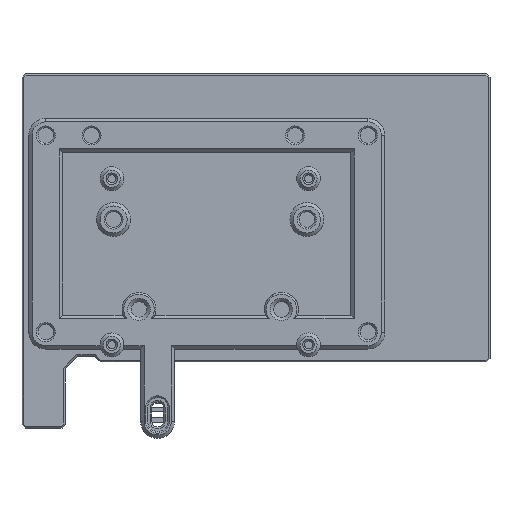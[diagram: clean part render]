
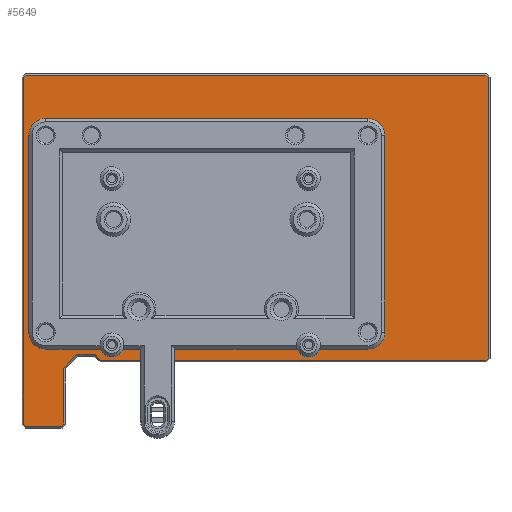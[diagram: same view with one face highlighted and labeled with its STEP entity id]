
A CAD part, top view. The second image highlights one B-rep face of the part: STEP entity #5649.
In plain terms, the highlighted planar face has unit normal (0, 0, 1).
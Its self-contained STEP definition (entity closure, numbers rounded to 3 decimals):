
#272=CIRCLE('',#6110,3.5);
#274=CIRCLE('',#6116,3.5);
#275=CIRCLE('',#6118,5.);
#276=CIRCLE('',#6119,5.);
#277=CIRCLE('',#6120,5.);
#278=CIRCLE('',#6121,5.);
#479=FACE_OUTER_BOUND('',#836,.T.);
#836=EDGE_LOOP('',(#4638,#4639,#4640,#4641,#4642,#4643,#4644,#4645,#4646,
#4647,#4648,#4649,#4650,#4651,#4652,#4653,#4654,#4655,#4656,#4657,#4658,
#4659,#4660,#4661,#4662,#4663,#4664,#4665,#4666,#4667));
#1320=LINE('',#8773,#1975);
#1324=LINE('',#8781,#1979);
#1327=LINE('',#8787,#1982);
#1331=LINE('',#8794,#1986);
#1333=LINE('',#8798,#1988);
#1335=LINE('',#8802,#1990);
#1340=LINE('',#8812,#1995);
#1342=LINE('',#8816,#1997);
#1344=LINE('',#8820,#1999);
#1346=LINE('',#8824,#2001);
#1348=LINE('',#8828,#2003);
#1351=LINE('',#8834,#2006);
#1354=LINE('',#8840,#2009);
#1357=LINE('',#8846,#2012);
#1360=LINE('',#8852,#2015);
#1392=LINE('',#8940,#2047);
#1394=LINE('',#8947,#2049);
#1403=LINE('',#8968,#2058);
#1406=LINE('',#8973,#2061);
#1423=LINE('',#9034,#2078);
#1424=LINE('',#9038,#2079);
#1425=LINE('',#9042,#2080);
#1426=LINE('',#9046,#2081);
#1427=LINE('',#9049,#2082);
#1975=VECTOR('',#7069,10.);
#1979=VECTOR('',#7075,10.);
#1982=VECTOR('',#7080,10.);
#1986=VECTOR('',#7086,10.);
#1988=VECTOR('',#7090,10.);
#1990=VECTOR('',#7094,10.);
#1995=VECTOR('',#7103,10.);
#1997=VECTOR('',#7107,10.);
#1999=VECTOR('',#7111,10.);
#2001=VECTOR('',#7115,10.);
#2003=VECTOR('',#7119,10.);
#2006=VECTOR('',#7124,10.);
#2009=VECTOR('',#7129,10.);
#2012=VECTOR('',#7134,10.);
#2015=VECTOR('',#7139,10.);
#2047=VECTOR('',#7245,10.);
#2049=VECTOR('',#7253,10.);
#2058=VECTOR('',#7278,10.);
#2061=VECTOR('',#7283,10.);
#2078=VECTOR('',#7358,10.);
#2079=VECTOR('',#7361,10.);
#2080=VECTOR('',#7364,10.);
#2081=VECTOR('',#7367,10.);
#2082=VECTOR('',#7370,10.);
#2607=VERTEX_POINT('',#8771);
#2608=VERTEX_POINT('',#8772);
#2611=VERTEX_POINT('',#8780);
#2613=VERTEX_POINT('',#8786);
#2615=VERTEX_POINT('',#8793);
#2616=VERTEX_POINT('',#8797);
#2617=VERTEX_POINT('',#8801);
#2620=VERTEX_POINT('',#8811);
#2621=VERTEX_POINT('',#8815);
#2622=VERTEX_POINT('',#8819);
#2623=VERTEX_POINT('',#8823);
#2624=VERTEX_POINT('',#8827);
#2626=VERTEX_POINT('',#8833);
#2628=VERTEX_POINT('',#8839);
#2630=VERTEX_POINT('',#8845);
#2632=VERTEX_POINT('',#8851);
#2651=VERTEX_POINT('',#8938);
#2653=VERTEX_POINT('',#8946);
#2657=VERTEX_POINT('',#8967);
#2658=VERTEX_POINT('',#8971);
#2668=VERTEX_POINT('',#9016);
#2672=VERTEX_POINT('',#9029);
#2673=VERTEX_POINT('',#9033);
#2674=VERTEX_POINT('',#9035);
#2675=VERTEX_POINT('',#9037);
#2676=VERTEX_POINT('',#9039);
#2677=VERTEX_POINT('',#9041);
#2678=VERTEX_POINT('',#9043);
#2679=VERTEX_POINT('',#9045);
#2680=VERTEX_POINT('',#9047);
#3244=EDGE_CURVE('',#2607,#2608,#1320,.T.);
#3248=EDGE_CURVE('',#2608,#2611,#1324,.T.);
#3251=EDGE_CURVE('',#2611,#2613,#1327,.T.);
#3255=EDGE_CURVE('',#2613,#2615,#1331,.T.);
#3257=EDGE_CURVE('',#2615,#2616,#1333,.T.);
#3259=EDGE_CURVE('',#2616,#2617,#1335,.T.);
#3264=EDGE_CURVE('',#2617,#2620,#1340,.T.);
#3266=EDGE_CURVE('',#2620,#2621,#1342,.T.);
#3268=EDGE_CURVE('',#2621,#2622,#1344,.T.);
#3270=EDGE_CURVE('',#2622,#2623,#1346,.T.);
#3272=EDGE_CURVE('',#2623,#2624,#1348,.T.);
#3275=EDGE_CURVE('',#2624,#2626,#1351,.T.);
#3278=EDGE_CURVE('',#2626,#2628,#1354,.T.);
#3281=EDGE_CURVE('',#2628,#2630,#1357,.T.);
#3284=EDGE_CURVE('',#2630,#2632,#1360,.T.);
#3329=EDGE_CURVE('',#2607,#2651,#1392,.T.);
#3332=EDGE_CURVE('',#2653,#2632,#1394,.T.);
#3343=EDGE_CURVE('',#2657,#2653,#1403,.T.);
#3346=EDGE_CURVE('',#2651,#2658,#1406,.T.);
#3368=EDGE_CURVE('',#2668,#2657,#272,.T.);
#3376=EDGE_CURVE('',#2658,#2672,#274,.T.);
#3377=EDGE_CURVE('',#2672,#2673,#1423,.T.);
#3378=EDGE_CURVE('',#2673,#2674,#275,.T.);
#3379=EDGE_CURVE('',#2674,#2675,#1424,.T.);
#3380=EDGE_CURVE('',#2675,#2676,#276,.T.);
#3381=EDGE_CURVE('',#2676,#2677,#1425,.T.);
#3382=EDGE_CURVE('',#2677,#2678,#277,.T.);
#3383=EDGE_CURVE('',#2678,#2679,#1426,.T.);
#3384=EDGE_CURVE('',#2679,#2680,#278,.T.);
#3385=EDGE_CURVE('',#2680,#2668,#1427,.T.);
#4638=ORIENTED_EDGE('',*,*,#3244,.F.);
#4639=ORIENTED_EDGE('',*,*,#3329,.T.);
#4640=ORIENTED_EDGE('',*,*,#3346,.T.);
#4641=ORIENTED_EDGE('',*,*,#3376,.T.);
#4642=ORIENTED_EDGE('',*,*,#3377,.T.);
#4643=ORIENTED_EDGE('',*,*,#3378,.T.);
#4644=ORIENTED_EDGE('',*,*,#3379,.T.);
#4645=ORIENTED_EDGE('',*,*,#3380,.T.);
#4646=ORIENTED_EDGE('',*,*,#3381,.T.);
#4647=ORIENTED_EDGE('',*,*,#3382,.T.);
#4648=ORIENTED_EDGE('',*,*,#3383,.T.);
#4649=ORIENTED_EDGE('',*,*,#3384,.T.);
#4650=ORIENTED_EDGE('',*,*,#3385,.T.);
#4651=ORIENTED_EDGE('',*,*,#3368,.T.);
#4652=ORIENTED_EDGE('',*,*,#3343,.T.);
#4653=ORIENTED_EDGE('',*,*,#3332,.T.);
#4654=ORIENTED_EDGE('',*,*,#3284,.F.);
#4655=ORIENTED_EDGE('',*,*,#3281,.F.);
#4656=ORIENTED_EDGE('',*,*,#3278,.F.);
#4657=ORIENTED_EDGE('',*,*,#3275,.F.);
#4658=ORIENTED_EDGE('',*,*,#3272,.F.);
#4659=ORIENTED_EDGE('',*,*,#3270,.F.);
#4660=ORIENTED_EDGE('',*,*,#3268,.F.);
#4661=ORIENTED_EDGE('',*,*,#3266,.F.);
#4662=ORIENTED_EDGE('',*,*,#3264,.F.);
#4663=ORIENTED_EDGE('',*,*,#3259,.F.);
#4664=ORIENTED_EDGE('',*,*,#3257,.F.);
#4665=ORIENTED_EDGE('',*,*,#3255,.F.);
#4666=ORIENTED_EDGE('',*,*,#3251,.F.);
#4667=ORIENTED_EDGE('',*,*,#3248,.F.);
#5347=PLANE('',#6117);
#5649=ADVANCED_FACE('',(#479),#5347,.T.);
#6110=AXIS2_PLACEMENT_3D('',#9017,#7338,#7339);
#6116=AXIS2_PLACEMENT_3D('',#9031,#7354,#7355);
#6117=AXIS2_PLACEMENT_3D('',#9032,#7356,#7357);
#6118=AXIS2_PLACEMENT_3D('',#9036,#7359,#7360);
#6119=AXIS2_PLACEMENT_3D('',#9040,#7362,#7363);
#6120=AXIS2_PLACEMENT_3D('',#9044,#7365,#7366);
#6121=AXIS2_PLACEMENT_3D('',#9048,#7368,#7369);
#7069=DIRECTION('',(-1.,0.,0.));
#7075=DIRECTION('',(-0.707,0.707,0.));
#7080=DIRECTION('',(-1.,0.,0.));
#7086=DIRECTION('',(-0.707,-0.707,0.));
#7090=DIRECTION('',(0.,-1.,0.));
#7094=DIRECTION('',(-0.707,-0.707,0.));
#7103=DIRECTION('',(-1.,0.,0.));
#7107=DIRECTION('',(-0.707,0.707,0.));
#7111=DIRECTION('',(0.,1.,0.));
#7115=DIRECTION('',(0.707,0.707,0.));
#7119=DIRECTION('',(1.,0.,0.));
#7124=DIRECTION('',(0.707,-0.707,0.));
#7129=DIRECTION('',(0.,-1.,0.));
#7134=DIRECTION('',(-0.707,-0.707,0.));
#7139=DIRECTION('',(-1.,0.,0.));
#7245=DIRECTION('',(0.,1.,0.));
#7253=DIRECTION('',(0.,-1.,0.));
#7278=DIRECTION('',(-1.,0.,0.));
#7283=DIRECTION('',(-1.,0.,0.));
#7338=DIRECTION('center_axis',(0.,0.,-1.));
#7339=DIRECTION('ref_axis',(-1.,0.,0.));
#7354=DIRECTION('center_axis',(0.,0.,-1.));
#7355=DIRECTION('ref_axis',(-1.,0.,0.));
#7356=DIRECTION('center_axis',(0.,0.,1.));
#7357=DIRECTION('ref_axis',(1.,0.,0.));
#7358=DIRECTION('',(-1.,0.,0.));
#7359=DIRECTION('center_axis',(0.,0.,-1.));
#7360=DIRECTION('ref_axis',(-1.,0.,0.));
#7361=DIRECTION('',(0.,1.,0.));
#7362=DIRECTION('center_axis',(0.,0.,-1.));
#7363=DIRECTION('ref_axis',(-1.,0.,0.));
#7364=DIRECTION('',(1.,0.,0.));
#7365=DIRECTION('center_axis',(0.,0.,-1.));
#7366=DIRECTION('ref_axis',(-1.,0.,0.));
#7367=DIRECTION('',(0.,-1.,0.));
#7368=DIRECTION('center_axis',(0.,0.,-1.));
#7369=DIRECTION('ref_axis',(-1.,0.,0.));
#7370=DIRECTION('',(-1.,0.,0.));
#8771=CARTESIAN_POINT('',(35.,0.5,2.));
#8772=CARTESIAN_POINT('',(23.207,0.5,2.));
#8773=CARTESIAN_POINT('',(46.,0.5,2.));
#8780=CARTESIAN_POINT('',(21.607,2.1,2.));
#8781=CARTESIAN_POINT('',(25.866,-2.159,2.));
#8786=CARTESIAN_POINT('',(16.193,2.1,2.));
#8787=CARTESIAN_POINT('',(42.7,2.1,2.));
#8793=CARTESIAN_POINT('',(12.3,-1.793,2.));
#8794=CARTESIAN_POINT('',(35.184,21.091,2.));
#8797=CARTESIAN_POINT('',(12.3,-18.293,2.));
#8798=CARTESIAN_POINT('',(12.3,6.625,2.));
#8801=CARTESIAN_POINT('',(11.593,-19.,2.));
#8802=CARTESIAN_POINT('',(39.059,8.466,2.));
#8811=CARTESIAN_POINT('',(1.207,-19.,2.));
#8812=CARTESIAN_POINT('',(34.5,-19.,2.));
#8815=CARTESIAN_POINT('',(0.5,-18.293,2.));
#8816=CARTESIAN_POINT('',(5.041,-22.834,2.));
#8819=CARTESIAN_POINT('',(0.5,83.793,2.));
#8820=CARTESIAN_POINT('',(0.5,58.875,2.));
#8823=CARTESIAN_POINT('',(1.207,84.5,2.));
#8824=CARTESIAN_POINT('',(5.041,88.334,2.));
#8827=CARTESIAN_POINT('',(136.793,84.5,2.));
#8828=CARTESIAN_POINT('',(103.5,84.5,2.));
#8833=CARTESIAN_POINT('',(137.5,83.793,2.));
#8834=CARTESIAN_POINT('',(132.959,88.334,2.));
#8839=CARTESIAN_POINT('',(137.5,1.207,2.));
#8840=CARTESIAN_POINT('',(137.5,16.375,2.));
#8845=CARTESIAN_POINT('',(136.793,0.5,2.));
#8846=CARTESIAN_POINT('',(128.084,-8.209,2.));
#8851=CARTESIAN_POINT('',(45.,0.5,2.));
#8852=CARTESIAN_POINT('',(46.,0.5,2.));
#8938=CARTESIAN_POINT('',(35.,3.8,2.));
#8940=CARTESIAN_POINT('',(35.,18.275,2.));
#8946=CARTESIAN_POINT('',(45.,3.8,2.));
#8947=CARTESIAN_POINT('',(45.,7.625,2.));
#8967=CARTESIAN_POINT('',(81.212,3.8,2.));
#8968=CARTESIAN_POINT('',(57.,3.8,2.));
#8971=CARTESIAN_POINT('',(29.788,3.8,2.));
#8973=CARTESIAN_POINT('',(38.,3.8,2.));
#9016=CARTESIAN_POINT('',(87.788,3.8,2.));
#9017=CARTESIAN_POINT('Origin',(84.5,5.,2.));
#9029=CARTESIAN_POINT('',(23.212,3.8,2.));
#9031=CARTESIAN_POINT('Origin',(26.5,5.,2.));
#9032=CARTESIAN_POINT('Origin',(69.,32.75,2.));
#9033=CARTESIAN_POINT('',(7.,3.8,2.));
#9034=CARTESIAN_POINT('',(38.,3.8,2.));
#9035=CARTESIAN_POINT('',(2.,8.8,2.));
#9036=CARTESIAN_POINT('Origin',(7.,8.8,2.));
#9037=CARTESIAN_POINT('',(2.,66.8,2.));
#9038=CARTESIAN_POINT('',(2.,49.775,2.));
#9039=CARTESIAN_POINT('',(7.,71.8,2.));
#9040=CARTESIAN_POINT('Origin',(7.,66.8,2.));
#9041=CARTESIAN_POINT('',(102.,71.8,2.));
#9042=CARTESIAN_POINT('',(85.5,71.8,2.));
#9043=CARTESIAN_POINT('',(107.,66.8,2.));
#9044=CARTESIAN_POINT('Origin',(102.,66.8,2.));
#9045=CARTESIAN_POINT('',(107.,8.8,2.));
#9046=CARTESIAN_POINT('',(107.,20.775,2.));
#9047=CARTESIAN_POINT('',(102.,3.8,2.));
#9048=CARTESIAN_POINT('Origin',(102.,8.8,2.));
#9049=CARTESIAN_POINT('',(78.394,3.8,2.));
